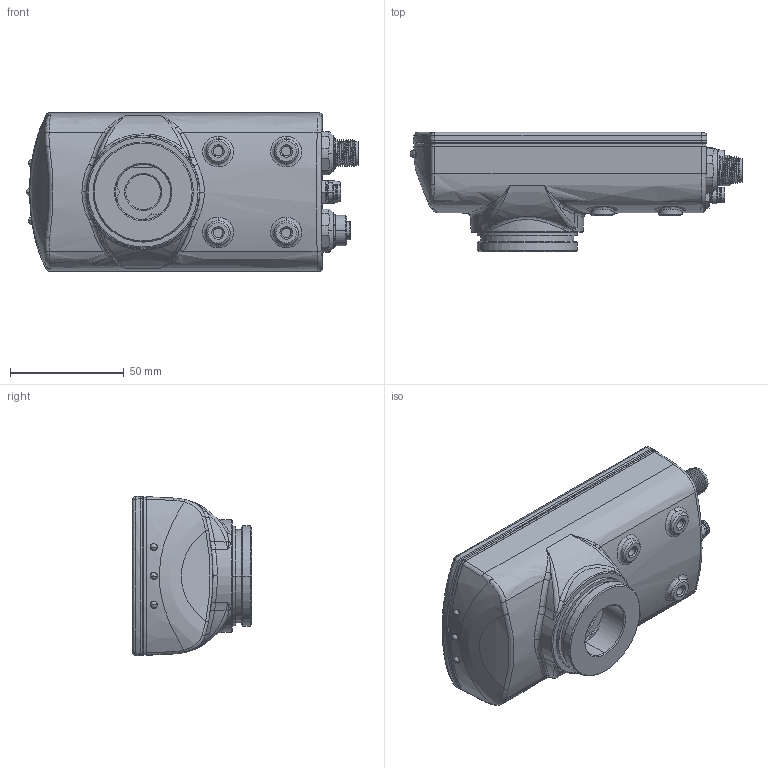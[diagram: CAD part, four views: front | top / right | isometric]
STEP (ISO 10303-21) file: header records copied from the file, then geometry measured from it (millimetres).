
FILE_DESCRIPTION((''),'2;1');
FILE_NAME('146045_SM01_ASM','2025-07-10T09:18:23',('banengservice'),('BANNER ENGINEERING'),'CREO PARAMETRIC BY PTC INC, 2022414','CREO PARAMETRIC BY PTC INC, 2022414','');
FILE_SCHEMA(('CONFIG_CONTROL_DESIGN'));
Length unit declared in the file: millimetre
Products named in the file (2): 146045_EP01; 146045_SM01_ASM
Assembly tree (1 placements, depth 2):
  146045_SM01_ASM
    146045_EP01
Bounding box: 146.2 x 52.43 x 70.2 mm (x, y, z)
Volume: 315329.2 mm3; surface area: 39256.4 mm2
Topology: 1 solids, 4 shells, 784 faces, 1960 edges, 1226 vertices
Faces by surface type: cylinder 260, plane 221, bspline 173, cone 98, torus 17, sphere 8, extrusion 7
Entity records: 52419 total; most frequent: CARTESIAN_POINT 34969, ORIENTED_EDGE 3884, DIRECTION 3226, EDGE_CURVE 1942, AXIS2_PLACEMENT_3D 1279, VERTEX_POINT 1226, EDGE_LOOP 882, FACE_OUTER_BOUND 784
